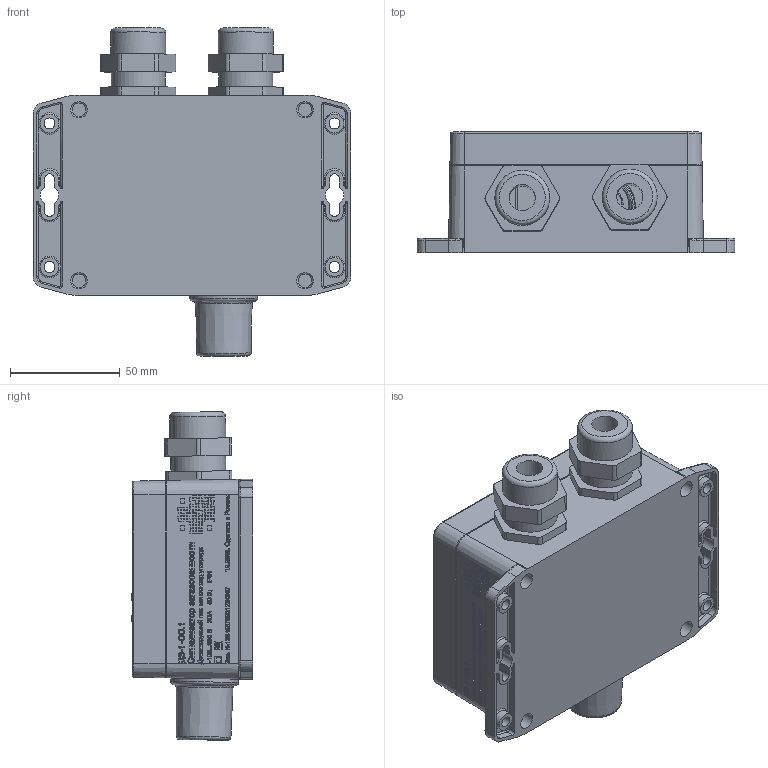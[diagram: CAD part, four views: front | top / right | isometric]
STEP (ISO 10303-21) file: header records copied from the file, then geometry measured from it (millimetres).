
FILE_DESCRIPTION(('STEP AP203'), '1');
FILE_NAME('饒-1-敆.1 17.07.23', '', ('UNSPECIFIED'), ('UNSPECIFIED'), 'C3D Converter', 'C3D Toolkit', '');
FILE_SCHEMA(('CONFIG_CONTROL_DESIGN'));
Length unit declared in the file: millimetre
Bounding box: 145 x 55.5 x 149.93 mm (x, y, z)
Volume: 187886.9 mm3; surface area: 118652.6 mm2
Topology: 1 solids, 12 shells, 3285 faces, 8640 edges, 5710 vertices
Faces by surface type: plane 2163, bspline 800, cylinder 236, torus 62, cone 24
Full cylindrical faces by diameter (mm): 2.5 x1, 2.8 x4, 3 x4, 3.5 x4, 5 x4, 7 x4, 7.5 x4, 8 x4, 8.5 x4, 12 x2, 24.5 x6, 25 x4, 31 x1
Entity records: 146257 total; most frequent: CARTESIAN_POINT 52675, ORIENTED_EDGE 17104, DIRECTION 11357, EDGE_CURVE 8552, VERTEX_POINT 5710, LINE 5333, VECTOR 5333, EDGE_LOOP 3736
